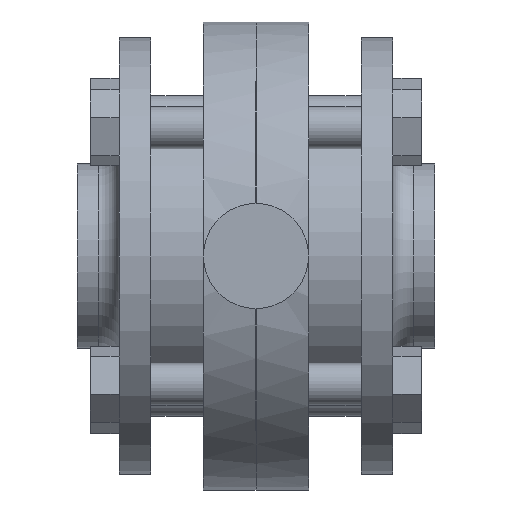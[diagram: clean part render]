
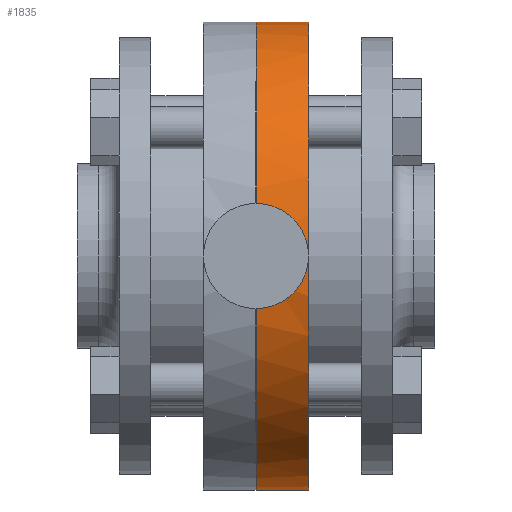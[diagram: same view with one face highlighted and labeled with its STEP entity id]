
A CAD part, front view. The second image highlights one B-rep face of the part: STEP entity #1835.
In plain terms, the highlighted cylindrical face has radius 44.5 mm (diameter 89 mm), a partial arc.
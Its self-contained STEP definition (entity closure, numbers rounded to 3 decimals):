
#15 = EDGE_CURVE ( 'NONE', #1756, #1164, #1779, .T. ) ;
#114 = CARTESIAN_POINT ( 'NONE',  ( 1.362, -44.114, 5.847 ) ) ;
#128 = CARTESIAN_POINT ( 'NONE',  ( 6., -44.5, -0.387 ) ) ;
#167 = CARTESIAN_POINT ( 'NONE',  ( 0., 0., 0. ) ) ;
#195 = CIRCLE ( 'NONE', #448, 44.5 ) ;
#248 = DIRECTION ( 'NONE',  ( 0., 0., 1. ) ) ;
#260 = LINE ( 'NONE', #981, #324 ) ;
#304 = CARTESIAN_POINT ( 'NONE',  ( 5.383, -44.421, 2.657 ) ) ;
#313 = CARTESIAN_POINT ( 'NONE',  ( 2.662, -44.172, 5.392 ) ) ;
#324 = VECTOR ( 'NONE', #1025, 1000. ) ;
#334 = CARTESIAN_POINT ( 'NONE',  ( 0.397, -44.094, -6. ) ) ;
#448 = AXIS2_PLACEMENT_3D ( 'NONE', #689, #2159, #700 ) ;
#512 = VERTEX_POINT ( 'NONE', #1728 ) ;
#516 = CARTESIAN_POINT ( 'NONE',  ( 5.198, -44.399, 3.003 ) ) ;
#526 = CARTESIAN_POINT ( 'NONE',  ( 5.797, -44.473, 1.559 ) ) ;
#533 = CARTESIAN_POINT ( 'NONE',  ( 5.385, -44.421, -2.654 ) ) ;
#542 = CARTESIAN_POINT ( 'NONE',  ( 3.966, -44.271, 4.519 ) ) ;
#551 = CARTESIAN_POINT ( 'NONE',  ( 0., 0., -44.5 ) ) ;
#646 = CIRCLE ( 'NONE', #715, 44.5 ) ;
#689 = CARTESIAN_POINT ( 'NONE',  ( 10., 0., 0. ) ) ;
#700 = DIRECTION ( 'NONE',  ( 0., 0., 1. ) ) ;
#715 = AXIS2_PLACEMENT_3D ( 'NONE', #1843, #1198, #2037 ) ;
#725 = CARTESIAN_POINT ( 'NONE',  ( 5.469, -44.432, -2.475 ) ) ;
#756 = CARTESIAN_POINT ( 'NONE',  ( 1.93, -44.135, 5.685 ) ) ;
#758 = VERTEX_POINT ( 'NONE', #551 ) ;
#762 = CARTESIAN_POINT ( 'NONE',  ( 4.525, -44.324, -3.96 ) ) ;
#882 = FACE_OUTER_BOUND ( 'NONE', #2269, .T. ) ;
#936 = CARTESIAN_POINT ( 'NONE',  ( 1.937, -44.135, -5.692 ) ) ;
#949 = CARTESIAN_POINT ( 'NONE',  ( 0., -44.094, 6. ) ) ;
#958 = CARTESIAN_POINT ( 'NONE',  ( 4.773, -44.351, -3.657 ) ) ;
#968 = CARTESIAN_POINT ( 'NONE',  ( 5.808, -44.474, -1.555 ) ) ;
#981 = CARTESIAN_POINT ( 'NONE',  ( 0., 0., -44.5 ) ) ;
#1025 = DIRECTION ( 'NONE',  ( -1., 0., 0. ) ) ;
#1150 = CARTESIAN_POINT ( 'NONE',  ( 5.961, -44.495, 0.786 ) ) ;
#1162 = CARTESIAN_POINT ( 'NONE',  ( 3.009, -44.196, -5.195 ) ) ;
#1164 = VERTEX_POINT ( 'NONE', #1528 ) ;
#1173 = CARTESIAN_POINT ( 'NONE',  ( 5.683, -44.458, 1.935 ) ) ;
#1198 = DIRECTION ( 'NONE',  ( -1., 0., 0. ) ) ;
#1224 = ORIENTED_EDGE ( 'NONE', *, *, #1492, .F. ) ;
#1235 = ORIENTED_EDGE ( 'NONE', *, *, #15, .T. ) ;
#1260 = VERTEX_POINT ( 'NONE', #1362 ) ;
#1359 = VERTEX_POINT ( 'NONE', #1969 ) ;
#1362 = CARTESIAN_POINT ( 'NONE',  ( 10., 0., -44.5 ) ) ;
#1368 = CARTESIAN_POINT ( 'NONE',  ( 3.663, -44.244, -4.768 ) ) ;
#1370 = DIRECTION ( 'NONE',  ( -1., 0., 0. ) ) ;
#1382 = CYLINDRICAL_SURFACE ( 'NONE', #1636, 44.5 ) ;
#1385 = CARTESIAN_POINT ( 'NONE',  ( 2.482, -44.163, -5.466 ) ) ;
#1389 = VECTOR ( 'NONE', #1370, 1000. ) ;
#1395 = CARTESIAN_POINT ( 'NONE',  ( 3.177, -44.208, -5.094 ) ) ;
#1421 = DIRECTION ( 'NONE',  ( 0., 0., 1. ) ) ;
#1466 = ORIENTED_EDGE ( 'NONE', *, *, #2675, .T. ) ;
#1492 = EDGE_CURVE ( 'NONE', #512, #1164, #646, .T. ) ;
#1528 = CARTESIAN_POINT ( 'NONE',  ( 0., 0., 44.5 ) ) ;
#1579 = AXIS2_PLACEMENT_3D ( 'NONE', #1903, #2504, #248 ) ;
#1581 = CARTESIAN_POINT ( 'NONE',  ( 4.519, -44.324, 3.966 ) ) ;
#1589 = CARTESIAN_POINT ( 'NONE',  ( 5.846, -44.479, 1.367 ) ) ;
#1636 = AXIS2_PLACEMENT_3D ( 'NONE', #167, #2438, #1421 ) ;
#1702 = EDGE_CURVE ( 'NONE', #1260, #1756, #195, .T. ) ;
#1728 = CARTESIAN_POINT ( 'NONE',  ( 0., -44.094, 6. ) ) ;
#1756 = VERTEX_POINT ( 'NONE', #1933 ) ;
#1772 = CIRCLE ( 'NONE', #1579, 44.5 ) ;
#1779 = LINE ( 'NONE', #2594, #1389 ) ;
#1783 = CARTESIAN_POINT ( 'NONE',  ( 3.006, -44.195, 5.207 ) ) ;
#1790 = CARTESIAN_POINT ( 'NONE',  ( 4.767, -44.35, 3.664 ) ) ;
#1799 = CARTESIAN_POINT ( 'NONE',  ( 1.553, -44.121, 5.799 ) ) ;
#1835 = ADVANCED_FACE ( 'NONE', ( #882 ), #1382, .T. ) ;
#1841 = EDGE_CURVE ( 'NONE', #1260, #758, #260, .T. ) ;
#1843 = CARTESIAN_POINT ( 'NONE',  ( 0., 0., 0. ) ) ;
#1853 = ORIENTED_EDGE ( 'NONE', *, *, #1841, .F. ) ;
#1903 = CARTESIAN_POINT ( 'NONE',  ( 0., 0., 0. ) ) ;
#1933 = CARTESIAN_POINT ( 'NONE',  ( 10., 0., 44.5 ) ) ;
#1969 = CARTESIAN_POINT ( 'NONE',  ( 0., -44.094, -6. ) ) ;
#1975 = CARTESIAN_POINT ( 'NONE',  ( 5.096, -44.387, 3.173 ) ) ;
#1993 = CARTESIAN_POINT ( 'NONE',  ( 5.199, -44.399, -3.002 ) ) ;
#2001 = CARTESIAN_POINT ( 'NONE',  ( 6., -44.5, 0.396 ) ) ;
#2012 = CARTESIAN_POINT ( 'NONE',  ( 5.551, -44.441, 2.303 ) ) ;
#2037 = DIRECTION ( 'NONE',  ( 0., 0., 1. ) ) ;
#2126 = EDGE_CURVE ( 'NONE', #758, #1359, #1772, .T. ) ;
#2134 = B_SPLINE_CURVE_WITH_KNOTS ( 'NONE', 3,
 ( #949, #2219, #2578, #114, #1799, #756, #2194, #313, #1783, #2375, #542, #1581, #1790, #1975, #516, #304, #2012, #1173, #526, #1589, #1150, #2001, #128, #2404, #968, #2392, #725, #533, #1993, #2187, #958, #762, #2610, #1368, #1395, #1162, #2385, #1385, #936, #2588, #2603, #334, #2208 ),
 .UNSPECIFIED., .F., .F.,
 ( 4, 2, 2, 2, 2, 2, 2, 2, 1, 2, 2, 2, 2, 2, 2, 2, 2, 2, 2, 2, 2, 4 ),
 ( 0., 0.001, 0.002, 0.002, 0.004, 0.005, 0.006, 0.006, 0.007, 0.008, 0.008, 0.009, 0.011, 0.012, 0.012, 0.013, 0.014, 0.015, 0.016, 0.016, 0.018, 0.019 ),
 .UNSPECIFIED. ) ;
#2159 = DIRECTION ( 'NONE',  ( -1., 0., 0. ) ) ;
#2187 = CARTESIAN_POINT ( 'NONE',  ( 5.098, -44.387, -3.169 ) ) ;
#2194 = CARTESIAN_POINT ( 'NONE',  ( 2.117, -44.144, 5.618 ) ) ;
#2206 = ORIENTED_EDGE ( 'NONE', *, *, #1702, .T. ) ;
#2208 = CARTESIAN_POINT ( 'NONE',  ( 0., -44.094, -6. ) ) ;
#2219 = CARTESIAN_POINT ( 'NONE',  ( 0.397, -44.094, 6. ) ) ;
#2269 = EDGE_LOOP ( 'NONE', ( #1853, #2206, #1235, #1224, #1466, #2382 ) ) ;
#2375 = CARTESIAN_POINT ( 'NONE',  ( 3.658, -44.244, 4.772 ) ) ;
#2382 = ORIENTED_EDGE ( 'NONE', *, *, #2126, .F. ) ;
#2385 = CARTESIAN_POINT ( 'NONE',  ( 2.662, -44.174, -5.381 ) ) ;
#2392 = CARTESIAN_POINT ( 'NONE',  ( 5.695, -44.46, -1.929 ) ) ;
#2404 = CARTESIAN_POINT ( 'NONE',  ( 5.961, -44.495, -0.785 ) ) ;
#2438 = DIRECTION ( 'NONE',  ( -1., 0., 0. ) ) ;
#2504 = DIRECTION ( 'NONE',  ( -1., 0., 0. ) ) ;
#2578 = CARTESIAN_POINT ( 'NONE',  ( 0.787, -44.099, 5.961 ) ) ;
#2588 = CARTESIAN_POINT ( 'NONE',  ( 1.564, -44.12, -5.806 ) ) ;
#2594 = CARTESIAN_POINT ( 'NONE',  ( 0., 0., 44.5 ) ) ;
#2603 = CARTESIAN_POINT ( 'NONE',  ( 0.794, -44.099, -5.96 ) ) ;
#2610 = CARTESIAN_POINT ( 'NONE',  ( 3.966, -44.271, -4.52 ) ) ;
#2675 = EDGE_CURVE ( 'NONE', #512, #1359, #2134, .T. ) ;
